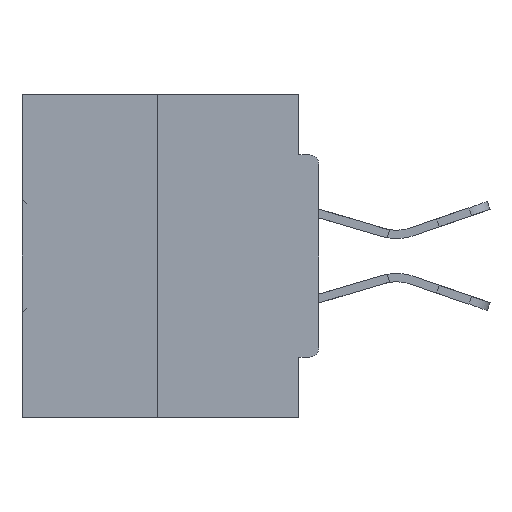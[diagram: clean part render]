
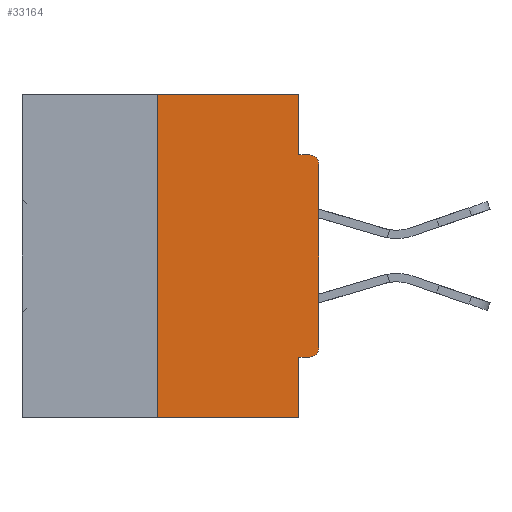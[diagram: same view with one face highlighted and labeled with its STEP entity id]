
A CAD part, left-side view. The second image highlights one B-rep face of the part: STEP entity #33164.
In plain terms, the highlighted planar face has unit normal (-1, 0, 0).
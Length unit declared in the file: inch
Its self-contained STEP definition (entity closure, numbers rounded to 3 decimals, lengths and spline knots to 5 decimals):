
#110 = DIRECTION ( 'NONE',  ( 0., 0., 1. ) ) ;
#957 = EDGE_CURVE ( 'NONE', #23903, #3811, #25336, .T. ) ;
#3210 = VECTOR ( 'NONE', #28619, 39.37008 ) ;
#3810 = DIRECTION ( 'NONE',  ( 0., 0., -1. ) ) ;
#3811 = VERTEX_POINT ( 'NONE', #31253 ) ;
#3831 = VERTEX_POINT ( 'NONE', #41779 ) ;
#5492 = LINE ( 'NONE', #36380, #3210 ) ;
#6925 = CARTESIAN_POINT ( 'NONE',  ( 0., 0.015, -0.1085 ) ) ;
#7019 = AXIS2_PLACEMENT_3D ( 'NONE', #6925, #43593, #21164 ) ;
#7127 = CARTESIAN_POINT ( 'NONE',  ( 0., 0.25, 0. ) ) ;
#8255 = CARTESIAN_POINT ( 'NONE',  ( 0., 0.46, 0. ) ) ;
#9040 = AXIS2_PLACEMENT_3D ( 'NONE', #32823, #14660, #3810 ) ;
#9805 = VECTOR ( 'NONE', #27699, 39.37008 ) ;
#10351 = DIRECTION ( 'NONE',  ( 0., 0., 1. ) ) ;
#10646 = EDGE_CURVE ( 'NONE', #36047, #43798, #29401, .T. ) ;
#11289 = ORIENTED_EDGE ( 'NONE', *, *, #32992, .T. ) ;
#11427 = ORIENTED_EDGE ( 'NONE', *, *, #33399, .F. ) ;
#11714 = VECTOR ( 'NONE', #12383, 39.37008 ) ;
#11722 = CARTESIAN_POINT ( 'NONE',  ( 0., 0., -0.3915 ) ) ;
#12383 = DIRECTION ( 'NONE',  ( 0., -1., 0. ) ) ;
#12866 = VERTEX_POINT ( 'NONE', #29647 ) ;
#13563 = ORIENTED_EDGE ( 'NONE', *, *, #957, .T. ) ;
#13724 = DIRECTION ( 'NONE',  ( 0., 0., -1. ) ) ;
#14660 = DIRECTION ( 'NONE',  ( -1., 0., 0. ) ) ;
#16075 = CARTESIAN_POINT ( 'NONE',  ( 0., 0., -0.0935 ) ) ;
#16304 = CIRCLE ( 'NONE', #9040, 0.015 ) ;
#17075 = AXIS2_PLACEMENT_3D ( 'NONE', #8255, #34041, #41539 ) ;
#18096 = LINE ( 'NONE', #43364, #45065 ) ;
#18941 = EDGE_CURVE ( 'NONE', #23903, #26385, #24235, .T. ) ;
#20027 = ORIENTED_EDGE ( 'NONE', *, *, #44601, .T. ) ;
#20566 = DIRECTION ( 'NONE',  ( 0., 0., -1. ) ) ;
#21107 = CARTESIAN_POINT ( 'NONE',  ( 0., 0.031, -0.5 ) ) ;
#21164 = DIRECTION ( 'NONE',  ( 0., 0., -1. ) ) ;
#22324 = LINE ( 'NONE', #44591, #30412 ) ;
#22512 = VECTOR ( 'NONE', #110, 39.37008 ) ;
#22772 = CARTESIAN_POINT ( 'NONE',  ( 0., 0.25, -0.5 ) ) ;
#23724 = CARTESIAN_POINT ( 'NONE',  ( 0., 0.031, -0.0935 ) ) ;
#23903 = VERTEX_POINT ( 'NONE', #22772 ) ;
#24235 = LINE ( 'NONE', #32812, #22512 ) ;
#25336 = LINE ( 'NONE', #42048, #9805 ) ;
#26385 = VERTEX_POINT ( 'NONE', #7127 ) ;
#26513 = DIRECTION ( 'NONE',  ( 0., 1., 0. ) ) ;
#27069 = VECTOR ( 'NONE', #20566, 39.37008 ) ;
#27281 = ORIENTED_EDGE ( 'NONE', *, *, #34309, .T. ) ;
#27699 = DIRECTION ( 'NONE',  ( 0., -1., 0. ) ) ;
#27795 = VERTEX_POINT ( 'NONE', #11722 ) ;
#28619 = DIRECTION ( 'NONE',  ( 0., -1., 0. ) ) ;
#28940 = CIRCLE ( 'NONE', #7019, 0.015 ) ;
#29215 = CARTESIAN_POINT ( 'NONE',  ( 0., 0.015, -0.4065 ) ) ;
#29401 = LINE ( 'NONE', #31685, #27069 ) ;
#29647 = CARTESIAN_POINT ( 'NONE',  ( 0., 0.015, -0.0935 ) ) ;
#30412 = VECTOR ( 'NONE', #26513, 39.37008 ) ;
#31253 = CARTESIAN_POINT ( 'NONE',  ( 0., 0.031, -0.5 ) ) ;
#31685 = CARTESIAN_POINT ( 'NONE',  ( 0., 0.031, 0. ) ) ;
#32008 = CARTESIAN_POINT ( 'NONE',  ( 0., 0., -0.1085 ) ) ;
#32812 = CARTESIAN_POINT ( 'NONE',  ( 0., 0.25, 0. ) ) ;
#32823 = CARTESIAN_POINT ( 'NONE',  ( 0., 0.015, -0.3915 ) ) ;
#32992 = EDGE_CURVE ( 'NONE', #27795, #39108, #18096, .T. ) ;
#33164 = ADVANCED_FACE ( 'NONE', ( #42773 ), #44759, .F. ) ;
#33399 = EDGE_CURVE ( 'NONE', #26385, #36047, #5492, .T. ) ;
#33629 = EDGE_LOOP ( 'NONE', ( #11427, #45955, #13563, #39824, #42553, #20027, #11289, #27281, #37592, #45088 ) ) ;
#34041 = DIRECTION ( 'NONE',  ( 1., 0., 0. ) ) ;
#34309 = EDGE_CURVE ( 'NONE', #39108, #12866, #28940, .T. ) ;
#34588 = CARTESIAN_POINT ( 'NONE',  ( 0., 0.031, 0. ) ) ;
#34846 = VECTOR ( 'NONE', #13724, 39.37008 ) ;
#36047 = VERTEX_POINT ( 'NONE', #34588 ) ;
#36380 = CARTESIAN_POINT ( 'NONE',  ( 0., 0.46, 0. ) ) ;
#37592 = ORIENTED_EDGE ( 'NONE', *, *, #44738, .F. ) ;
#38852 = EDGE_CURVE ( 'NONE', #3831, #3811, #43454, .T. ) ;
#39108 = VERTEX_POINT ( 'NONE', #32008 ) ;
#39824 = ORIENTED_EDGE ( 'NONE', *, *, #38852, .F. ) ;
#40941 = LINE ( 'NONE', #16075, #11714 ) ;
#41368 = EDGE_CURVE ( 'NONE', #46991, #3831, #22324, .T. ) ;
#41539 = DIRECTION ( 'NONE',  ( 0., 0., -1. ) ) ;
#41779 = CARTESIAN_POINT ( 'NONE',  ( 0., 0.031, -0.4065 ) ) ;
#42048 = CARTESIAN_POINT ( 'NONE',  ( 0., 0.46, -0.5 ) ) ;
#42553 = ORIENTED_EDGE ( 'NONE', *, *, #41368, .F. ) ;
#42773 = FACE_OUTER_BOUND ( 'NONE', #33629, .T. ) ;
#43364 = CARTESIAN_POINT ( 'NONE',  ( 0., 0., 0. ) ) ;
#43454 = LINE ( 'NONE', #21107, #34846 ) ;
#43593 = DIRECTION ( 'NONE',  ( -1., 0., 0. ) ) ;
#43798 = VERTEX_POINT ( 'NONE', #23724 ) ;
#44591 = CARTESIAN_POINT ( 'NONE',  ( 0., 0., -0.4065 ) ) ;
#44601 = EDGE_CURVE ( 'NONE', #46991, #27795, #16304, .T. ) ;
#44738 = EDGE_CURVE ( 'NONE', #43798, #12866, #40941, .T. ) ;
#44759 = PLANE ( 'NONE',  #17075 ) ;
#45065 = VECTOR ( 'NONE', #10351, 39.37008 ) ;
#45088 = ORIENTED_EDGE ( 'NONE', *, *, #10646, .F. ) ;
#45955 = ORIENTED_EDGE ( 'NONE', *, *, #18941, .F. ) ;
#46991 = VERTEX_POINT ( 'NONE', #29215 ) ;
